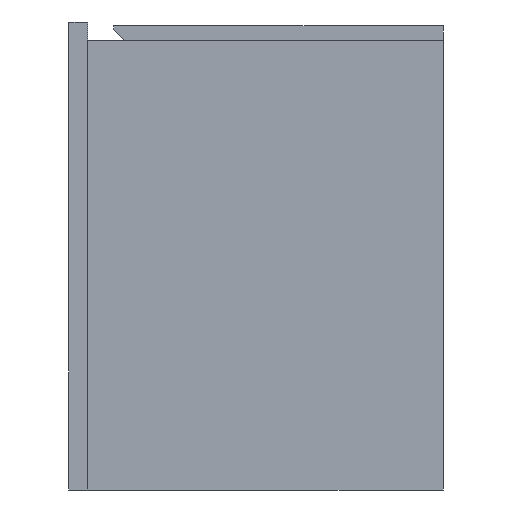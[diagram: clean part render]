
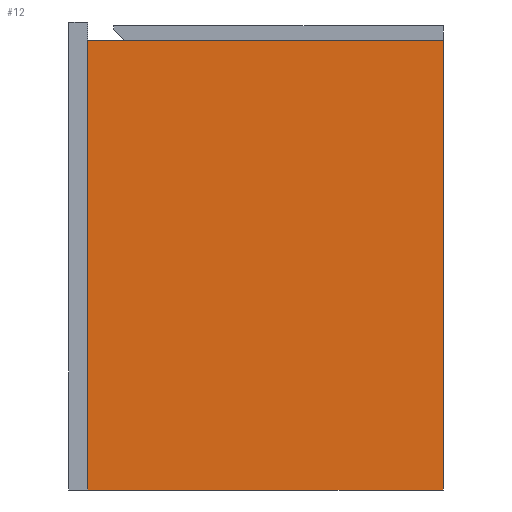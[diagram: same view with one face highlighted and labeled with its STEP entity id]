
A CAD part, left-side view. The second image highlights one B-rep face of the part: STEP entity #12.
In plain terms, the highlighted planar face has unit normal (-1, 0, 0).
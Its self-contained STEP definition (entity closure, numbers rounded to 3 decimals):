
#12 = ADVANCED_FACE ( 'NONE', ( #1880 ), #1508, .T. ) ;
#110 = DIRECTION ( 'NONE',  ( 0., 1., 0. ) ) ;
#149 = VECTOR ( 'NONE', #110, 1000. ) ;
#162 = AXIS2_PLACEMENT_3D ( 'NONE', #2523, #2844, #445 ) ;
#205 = VERTEX_POINT ( 'NONE', #3917 ) ;
#445 = DIRECTION ( 'NONE',  ( 0., 0., 1. ) ) ;
#476 = ORIENTED_EDGE ( 'NONE', *, *, #3830, .F. ) ;
#502 = DIRECTION ( 'NONE',  ( 0., 0., -1. ) ) ;
#561 = LINE ( 'NONE', #4161, #149 ) ;
#827 = VECTOR ( 'NONE', #502, 1000. ) ;
#1076 = CARTESIAN_POINT ( 'NONE',  ( -744., 190., 480. ) ) ;
#1111 = EDGE_CURVE ( 'NONE', #1255, #205, #2692, .T. ) ;
#1219 = DIRECTION ( 'NONE',  ( 0., 1., 0. ) ) ;
#1224 = VERTEX_POINT ( 'NONE', #1382 ) ;
#1255 = VERTEX_POINT ( 'NONE', #1076 ) ;
#1382 = CARTESIAN_POINT ( 'NONE',  ( -744., -190., 0. ) ) ;
#1508 = PLANE ( 'NONE',  #162 ) ;
#1513 = VECTOR ( 'NONE', #4301, 1000. ) ;
#1530 = CARTESIAN_POINT ( 'NONE',  ( -744., -190., 480. ) ) ;
#1536 = CARTESIAN_POINT ( 'NONE',  ( -744., 190., 480. ) ) ;
#1603 = EDGE_CURVE ( 'NONE', #3006, #1224, #3350, .T. ) ;
#1866 = ORIENTED_EDGE ( 'NONE', *, *, #4291, .T. ) ;
#1880 = FACE_OUTER_BOUND ( 'NONE', #4041, .T. ) ;
#2348 = CARTESIAN_POINT ( 'NONE',  ( -744., -190., 480. ) ) ;
#2416 = ORIENTED_EDGE ( 'NONE', *, *, #1111, .T. ) ;
#2523 = CARTESIAN_POINT ( 'NONE',  ( -744., 190., 480. ) ) ;
#2692 = LINE ( 'NONE', #1536, #827 ) ;
#2844 = DIRECTION ( 'NONE',  ( -1., 0., 0. ) ) ;
#3006 = VERTEX_POINT ( 'NONE', #1530 ) ;
#3314 = ORIENTED_EDGE ( 'NONE', *, *, #1603, .F. ) ;
#3350 = LINE ( 'NONE', #2348, #1513 ) ;
#3366 = LINE ( 'NONE', #4273, #3431 ) ;
#3431 = VECTOR ( 'NONE', #1219, 1000. ) ;
#3830 = EDGE_CURVE ( 'NONE', #1224, #205, #561, .T. ) ;
#3917 = CARTESIAN_POINT ( 'NONE',  ( -744., 190., 0. ) ) ;
#4041 = EDGE_LOOP ( 'NONE', ( #476, #3314, #1866, #2416 ) ) ;
#4161 = CARTESIAN_POINT ( 'NONE',  ( -744., 190., 0. ) ) ;
#4273 = CARTESIAN_POINT ( 'NONE',  ( -744., 190., 480. ) ) ;
#4291 = EDGE_CURVE ( 'NONE', #3006, #1255, #3366, .T. ) ;
#4301 = DIRECTION ( 'NONE',  ( 0., 0., -1. ) ) ;
